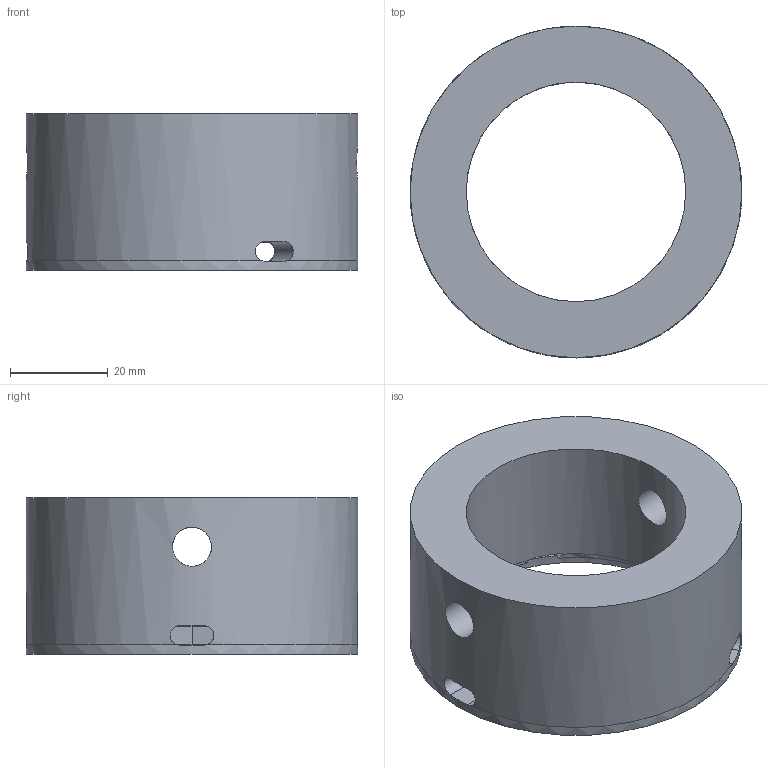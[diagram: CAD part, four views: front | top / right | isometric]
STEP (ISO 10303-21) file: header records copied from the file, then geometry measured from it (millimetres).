
FILE_DESCRIPTION(('FreeCAD Model'),'2;1');
FILE_NAME('Open CASCADE Shape Model','2024-12-11T18:09:10',(''),(''), 'Open CASCADE STEP processor 7.6','FreeCAD','Unknown');
FILE_SCHEMA(('AUTOMOTIVE_DESIGN { 1 0 10303 214 1 1 1 1 }'));
Length unit declared in the file: millimetre
Products named in the file (1): Тіло
Bounding box: 68 x 68 x 32 mm (x, y, z)
Volume: 59621 mm3; surface area: 16253.8 mm2
Topology: 1 solids, 1 shells, 30 faces, 113 edges, 77 vertices
Faces by surface type: cylinder 16, plane 14
Full cylindrical faces by diameter (mm): 8 x2, 45 x1, 55 x1, 68 x2
Entity records: 1910 total; most frequent: CARTESIAN_POINT 960, ORIENTED_EDGE 226, DIRECTION 167, EDGE_CURVE 113, VERTEX_POINT 77, AXIS2_PLACEMENT_3D 67, B_SPLINE_CURVE_WITH_KNOTS 44, CIRCLE 36
